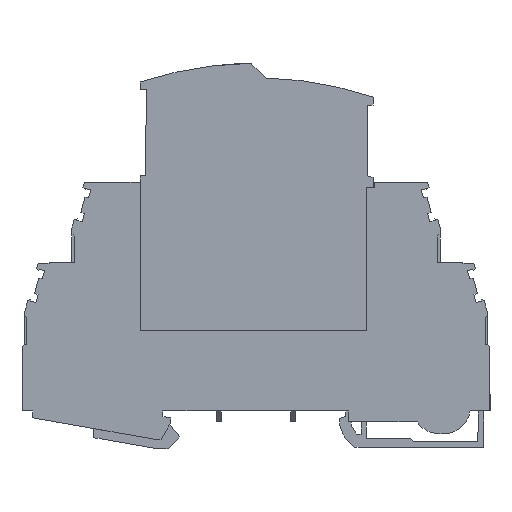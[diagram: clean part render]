
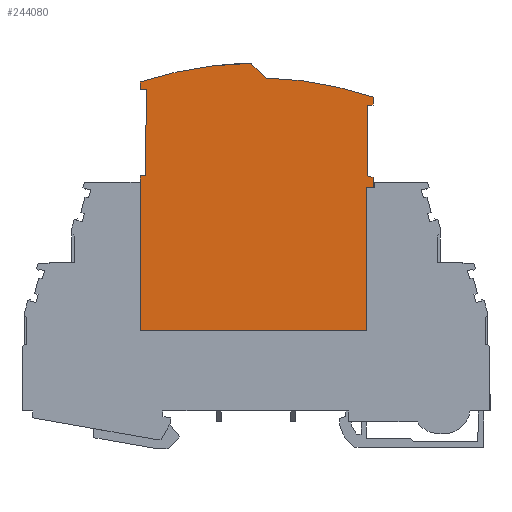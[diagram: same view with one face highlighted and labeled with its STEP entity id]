
A CAD part, left-side view. The second image highlights one B-rep face of the part: STEP entity #244080.
In plain terms, the highlighted face is planar.
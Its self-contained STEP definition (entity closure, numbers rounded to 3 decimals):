
#82640=CARTESIAN_POINT('',(109.315,200.716,
51.942));
#82650=VERTEX_POINT('',#82640);
#82680=CARTESIAN_POINT('',(109.328,197.034,
51.942));
#82690=DIRECTION('',(-0.003,1.,
0.));
#82700=VECTOR('',#82690,1.);
#82710=LINE('',#82680,#82700);
#82720=CARTESIAN_POINT('',(109.308,202.642,
51.942));
#82730=VERTEX_POINT('',#82720);
#82740=EDGE_CURVE('',#82650,#82730,#82710,.T.);
#121880=CARTESIAN_POINT('',(154.111,201.873,
51.942));
#121890=VERTEX_POINT('',#121880);
#182050=CARTESIAN_POINT('',(110.615,200.721,
51.942));
#182060=VERTEX_POINT('',#182050);
#182090=CARTESIAN_POINT('',(132.276,200.796,
51.942));
#182100=DIRECTION('',(1.,0.003,
0.));
#182110=VECTOR('',#182100,1.);
#182120=LINE('',#182090,#182110);
#182130=EDGE_CURVE('',#82650,#182060,#182120,.T.);
#196890=CARTESIAN_POINT('',(154.211,173.373,
51.942));
#196900=VERTEX_POINT('',#196890);
#196950=CARTESIAN_POINT('',(154.229,168.007,
51.942));
#196960=DIRECTION('',(-0.003,1.,
0.));
#196970=VECTOR('',#196960,1.);
#196980=LINE('',#196950,#196970);
#196990=EDGE_CURVE('',#196900,#121890,#196980,.T.);
#240520=CARTESIAN_POINT('',(110.711,173.221,
51.942));
#240530=VERTEX_POINT('',#240520);
#240560=CARTESIAN_POINT('',(110.73,167.703,
51.942));
#240570=DIRECTION('',(-0.003,1.,
0.));
#240580=VECTOR('',#240570,1.);
#240590=LINE('',#240560,#240580);
#240600=EDGE_CURVE('',#240530,#182060,#240590,.T.);
#240750=CARTESIAN_POINT('',(132.468,173.297,
51.942));
#240760=DIRECTION('',(1.,0.003,
0.));
#240770=VECTOR('',#240760,1.);
#240780=LINE('',#240750,#240770);
#240790=EDGE_CURVE('',#240530,#196900,#240780,.T.);
#242910=CARTESIAN_POINT('',(152.945,197.171,
51.942));
#242920=DIRECTION('',(0.,0.,-1.));
#242930=DIRECTION('',(-1.,-0.003,
0.));
#242940=AXIS2_PLACEMENT_3D('',#242910,#242920,#242930);
#242950=PLANE('',#242940);
#242960=CARTESIAN_POINT('',(110.323,136.363,
51.942));
#242970=DIRECTION('',(-0.001,-1.,
0.));
#242980=VECTOR('',#242970,1.);
#242990=LINE('',#242960,#242980);
#243000=CARTESIAN_POINT('',(110.406,216.533,
51.942));
#243010=VERTEX_POINT('',#243000);
#243020=CARTESIAN_POINT('',(110.392,202.931,
51.942));
#243030=VERTEX_POINT('',#243020);
#243040=EDGE_CURVE('',#243010,#243030,#242990,.T.);
#243050=ORIENTED_EDGE('',*,*,#243040,.F.);
#243060=CARTESIAN_POINT('',(201.364,227.206,
51.942));
#243070=DIRECTION('',(0.966,0.258,
0.));
#243080=VECTOR('',#243070,1.);
#243090=LINE('',#243060,#243080);
#243100=EDGE_CURVE('',#82730,#243030,#243090,.T.);
#243110=ORIENTED_EDGE('',*,*,#243100,.T.);
#243120=ORIENTED_EDGE('',*,*,#82740,.T.);
#243130=ORIENTED_EDGE('',*,*,#182130,.F.);
#243140=ORIENTED_EDGE('',*,*,#240600,.T.);
#243150=ORIENTED_EDGE('',*,*,#240790,.F.);
#243160=ORIENTED_EDGE('',*,*,#196990,.F.);
#243170=CARTESIAN_POINT('',(154.339,136.517,
51.942));
#243180=DIRECTION('',(0.003,-1.,
0.));
#243190=VECTOR('',#243180,1.);
#243200=LINE('',#243170,#243190);
#243210=CARTESIAN_POINT('',(154.107,203.084,
51.942));
#243220=VERTEX_POINT('',#243210);
#243230=EDGE_CURVE('',#243220,#121890,#243200,.T.);
#243240=ORIENTED_EDGE('',*,*,#243230,.T.);
#243250=CARTESIAN_POINT('',(201.448,203.249,
51.942));
#243260=DIRECTION('',(-1.,-0.003,
0.));
#243270=VECTOR('',#243260,1.);
#243280=LINE('',#243250,#243270);
#243290=CARTESIAN_POINT('',(153.022,203.08,
51.942));
#243300=VERTEX_POINT('',#243290);
#243310=EDGE_CURVE('',#243220,#243300,#243280,.T.);
#243320=ORIENTED_EDGE('',*,*,#243310,.F.);
#243330=CARTESIAN_POINT('',(153.555,136.514,
51.942));
#243340=DIRECTION('',(-0.008,1.,
0.));
#243350=VECTOR('',#243340,1.);
#243360=LINE('',#243330,#243350);
#243370=CARTESIAN_POINT('',(152.889,219.63,
51.942));
#243380=VERTEX_POINT('',#243370);
#243390=EDGE_CURVE('',#243300,#243380,#243360,.T.);
#243400=ORIENTED_EDGE('',*,*,#243390,.F.);
#243410=CARTESIAN_POINT('',(201.386,220.866,
51.942));
#243420=DIRECTION('',(-1.,-0.025,
0.));
#243430=VECTOR('',#243420,1.);
#243440=LINE('',#243410,#243430);
#243450=CARTESIAN_POINT('',(154.049,219.66,
51.942));
#243460=VERTEX_POINT('',#243450);
#243470=EDGE_CURVE('',#243460,#243380,#243440,.T.);
#243480=ORIENTED_EDGE('',*,*,#243470,.T.);
#243490=CARTESIAN_POINT('',(154.339,136.517,
51.942));
#243500=DIRECTION('',(-0.003,1.,
0.));
#243510=VECTOR('',#243500,1.);
#243520=LINE('',#243490,#243510);
#243530=CARTESIAN_POINT('',(154.044,221.151,
51.942));
#243540=VERTEX_POINT('',#243530);
#243550=EDGE_CURVE('',#243460,#243540,#243520,.T.);
#243560=ORIENTED_EDGE('',*,*,#243550,.F.);
#243570=CARTESIAN_POINT('',(131.882,152.856,
51.942));
#243580=DIRECTION('',(0.,0.,-1.));
#243590=DIRECTION('',(-1.,-0.003,
0.));
#243600=AXIS2_PLACEMENT_3D('',#243570,#243580,#243590);
#243610=CIRCLE('',#243600,71.8);
#243620=CARTESIAN_POINT('',(132.922,224.649,
51.942));
#243630=VERTEX_POINT('',#243620);
#243640=EDGE_CURVE('',#243630,#243540,#243610,.T.);
#243650=ORIENTED_EDGE('',*,*,#243640,.T.);
#243660=CARTESIAN_POINT('',(132.914,224.149,
51.942));
#243670=DIRECTION('',(0.,0.,-1.));
#243680=DIRECTION('',(-1.,-0.003,
0.));
#243690=AXIS2_PLACEMENT_3D('',#243660,#243670,#243680);
#243700=CIRCLE('',#243690,0.5);
#243710=CARTESIAN_POINT('',(132.56,224.501,
51.942));
#243720=VERTEX_POINT('',#243710);
#243730=EDGE_CURVE('',#243720,#243630,#243700,.T.);
#243740=ORIENTED_EDGE('',*,*,#243730,.T.);
#243750=CARTESIAN_POINT('',(201.132,293.554,
51.942));
#243760=DIRECTION('',(-0.705,-0.71,
0.));
#243770=VECTOR('',#243760,1.);
#243780=LINE('',#243750,#243770);
#243790=CARTESIAN_POINT('',(129.905,221.828,
51.942));
#243800=VERTEX_POINT('',#243790);
#243810=EDGE_CURVE('',#243720,#243800,#243780,.T.);
#243820=ORIENTED_EDGE('',*,*,#243810,.F.);
#243830=CARTESIAN_POINT('',(131.882,152.856,
51.942));
#243840=DIRECTION('',(0.,0.,-1.));
#243850=DIRECTION('',(-1.,-0.003,
0.));
#243860=AXIS2_PLACEMENT_3D('',#243830,#243840,#243850);
#243870=CIRCLE('',#243860,69.);
#243880=CARTESIAN_POINT('',(109.254,218.041,
51.942));
#243890=VERTEX_POINT('',#243880);
#243900=EDGE_CURVE('',#243890,#243800,#243870,.T.);
#243910=ORIENTED_EDGE('',*,*,#243900,.T.);
#243920=CARTESIAN_POINT('',(109.539,136.36,
51.942));
#243930=DIRECTION('',(0.003,-1.,
0.));
#243940=VECTOR('',#243930,1.);
#243950=LINE('',#243920,#243940);
#243960=CARTESIAN_POINT('',(109.259,216.554,
51.942));
#243970=VERTEX_POINT('',#243960);
#243980=EDGE_CURVE('',#243890,#243970,#243950,.T.);
#243990=ORIENTED_EDGE('',*,*,#243980,.F.);
#244000=CARTESIAN_POINT('',(201.407,214.85,
51.942));
#244010=DIRECTION('',(-1.,0.018,
0.));
#244020=VECTOR('',#244010,1.);
#244030=LINE('',#244000,#244020);
#244040=EDGE_CURVE('',#243010,#243970,#244030,.T.);
#244050=ORIENTED_EDGE('',*,*,#244040,.T.);
#244060=EDGE_LOOP('',(#244050,#243990,#243910,#243820,#243740,#243650,
#243560,#243480,#243400,#243320,#243240,#243160,#243150,#243140,#243130,
#243120,#243110,#243050));
#244070=FACE_OUTER_BOUND('',#244060,.T.);
#244080=ADVANCED_FACE('',(#244070),#242950,.T.);
